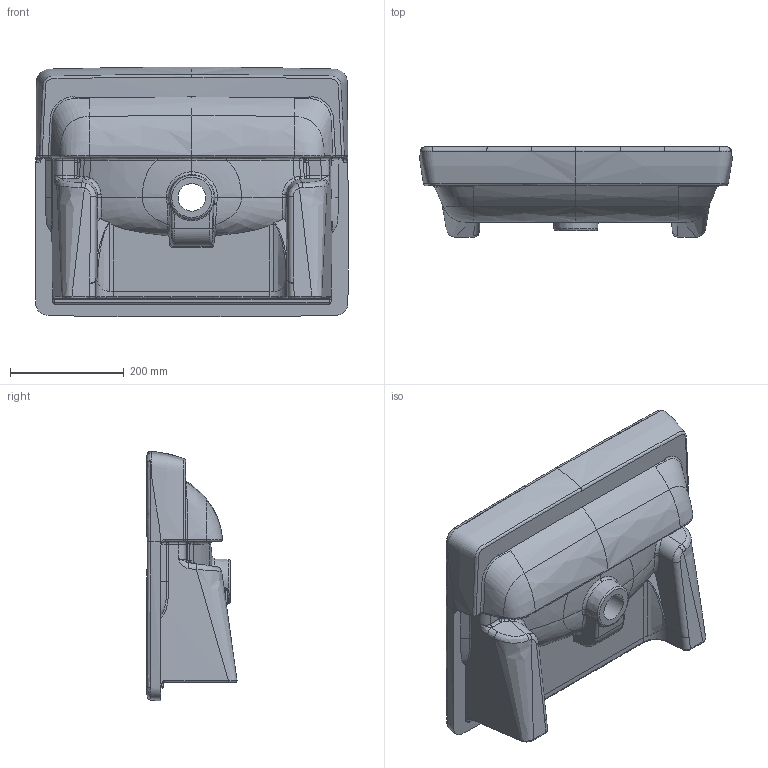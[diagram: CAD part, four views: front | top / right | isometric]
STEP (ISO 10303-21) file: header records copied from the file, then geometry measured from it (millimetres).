
FILE_DESCRIPTION(/* description */ (''),/* implementation_level */ '2;1');
FILE_NAME(/* name */ '4A0655_Avento_VWT.stp',/* time_stamp */ '2018-11-26T09:13:23+01:00',/* author */ (''),/* organization */ (''),/* preprocessor_version */ 'ST-DEVELOPER v16',/* originating_system */ 'SIEMENS PLM Software NX 10.0',/* authorisation */ '');
FILE_SCHEMA (('AUTOMOTIVE_DESIGN { 1 0 10303 214 3 1 1 1 }'));
Products named in the file (1): Sier2254175Asdum
Bounding box: 549.46 x 158.16 x 438.78 mm (x, y, z)
Volume: 12537147.2 mm3; surface area: 746513.4 mm2
Topology: 1 solids, 1 shells, 310 faces, 803 edges, 476 vertices
Faces by surface type: bspline 235, cylinder 32, plane 24, torus 7, extrusion 5, cone 5, sphere 2
Full cylindrical faces by diameter (mm): 24 x1, 48.58 x1
Entity records: 64075 total; most frequent: CARTESIAN_POINT 58676, ORIENTED_EDGE 1552, EDGE_CURVE 776, DIRECTION 492, B_SPLINE_CURVE_WITH_KNOTS 491, VERTEX_POINT 474, EDGE_LOOP 318, ADVANCED_FACE 310
